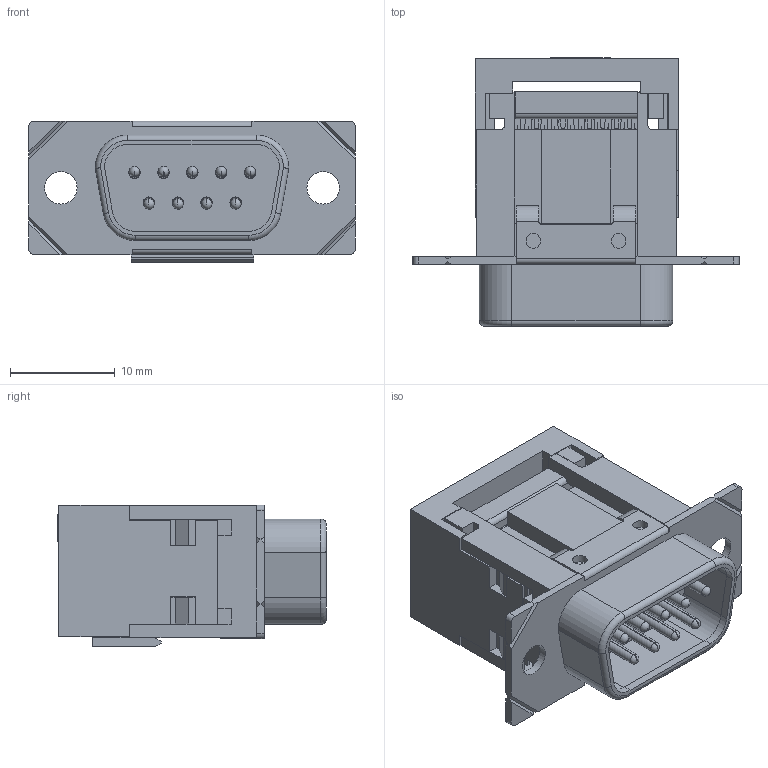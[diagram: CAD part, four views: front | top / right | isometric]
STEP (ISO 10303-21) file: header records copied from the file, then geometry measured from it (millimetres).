
FILE_DESCRIPTION(/* description */ (''),/* implementation_level */ '2;1');
FILE_NAME(/* name */ 'CWR-282-9 3D Model.stp',/* time_stamp */ '2023-12-04T15:33:57-05:00',/* author */ ('dwiltbank'),/* organization */ (''),/* preprocessor_version */ 'ST-DEVELOPER v19.2',/* originating_system */ 'Autodesk Inventor 2024',/* authorisation */ '');
FILE_SCHEMA (('AUTOMOTIVE_DESIGN { 1 0 10303 214 3 1 1 }'));
Products named in the file (1): CWR-282-09_Simplify_1
Bounding box: 31.09 x 25.59 x 13.52 mm (x, y, z)
Volume: 4108 mm3; surface area: 6260.6 mm2
Topology: 1 solids, 1 shells, 2213 faces, 6516 edges, 3462 vertices
Faces by surface type: plane 1627, cylinder 521, bspline 23, torus 22, cone 11, sphere 9
Full cylindrical faces by diameter (mm): 1.092 x9, 1.397 x4, 3.099 x2
Entity records: 74894 total; most frequent: CARTESIAN_POINT 13174, ORIENTED_EDGE 13086, DIRECTION 12156, EDGE_CURVE 6543, LINE 5150, VECTOR 5150, AXIS2_PLACEMENT_3D 3503, VERTEX_POINT 3462
